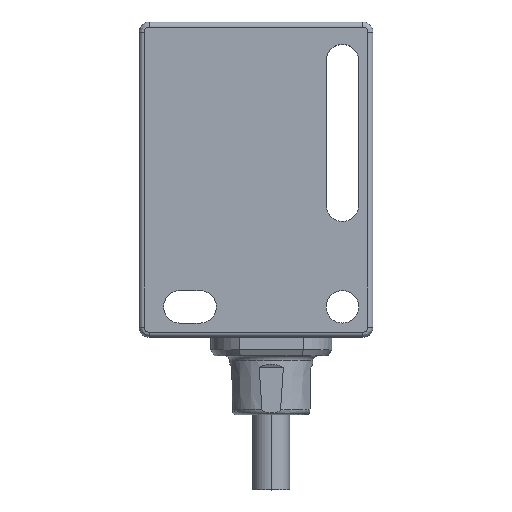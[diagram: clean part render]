
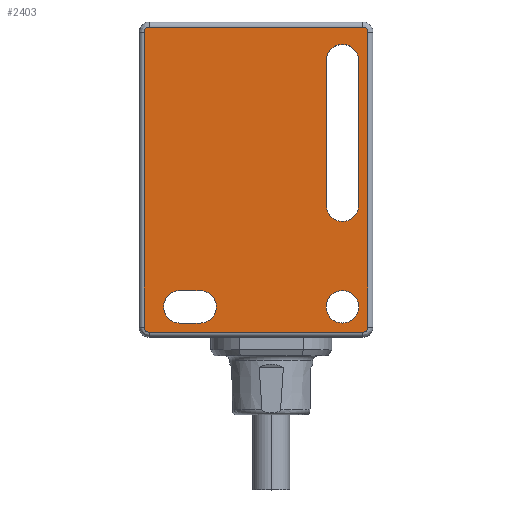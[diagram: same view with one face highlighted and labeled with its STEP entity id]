
A CAD part, top view. The second image highlights one B-rep face of the part: STEP entity #2403.
In plain terms, the highlighted planar face has unit normal (0, 0, 1).
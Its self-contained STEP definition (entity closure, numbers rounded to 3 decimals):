
#432=DIRECTION('',(-1.,0.,0.));
#433=VECTOR('',#432,21.);
#434=CARTESIAN_POINT('',(2.,-2.5,5.5));
#435=LINE('',#434,#433);
#450=CARTESIAN_POINT('',(-19.,-2.,5.5));
#451=DIRECTION('',(0.,0.,-1.));
#452=DIRECTION('',(0.,-1.,0.));
#453=AXIS2_PLACEMENT_3D('',#450,#451,#452);
#464=DIRECTION('',(0.,1.,0.));
#465=VECTOR('',#464,29.);
#466=CARTESIAN_POINT('',(-19.5,-2.,5.5));
#467=LINE('',#466,#465);
#478=CARTESIAN_POINT('',(-19.,27.,5.5));
#479=DIRECTION('',(0.,0.,-1.));
#480=DIRECTION('',(-1.,0.,0.));
#481=AXIS2_PLACEMENT_3D('',#478,#479,#480);
#492=DIRECTION('',(1.,0.,0.));
#493=VECTOR('',#492,21.);
#494=CARTESIAN_POINT('',(-19.,27.5,5.5));
#495=LINE('',#494,#493);
#506=CARTESIAN_POINT('',(2.,27.,5.5));
#507=DIRECTION('',(0.,0.,-1.));
#508=DIRECTION('',(0.,1.,0.));
#509=AXIS2_PLACEMENT_3D('',#506,#507,#508);
#520=DIRECTION('',(0.,-1.,0.));
#521=VECTOR('',#520,29.);
#522=CARTESIAN_POINT('',(2.5,27.,5.5));
#523=LINE('',#522,#521);
#534=CARTESIAN_POINT('',(2.,-2.,5.5));
#535=DIRECTION('',(0.,0.,-1.));
#536=DIRECTION('',(1.,0.,0.));
#537=AXIS2_PLACEMENT_3D('',#534,#535,#536);
#544=CARTESIAN_POINT('',(0.,0.,5.5));
#545=DIRECTION('',(0.,0.,1.));
#546=DIRECTION('',(1.,0.,0.));
#547=AXIS2_PLACEMENT_3D('',#544,#545,#546);
#549=CARTESIAN_POINT('',(0.,0.,5.5));
#550=DIRECTION('',(0.,0.,1.));
#551=DIRECTION('',(-1.,0.,0.));
#552=AXIS2_PLACEMENT_3D('',#549,#550,#551);
#554=CARTESIAN_POINT('',(0.,24.2,5.5));
#555=DIRECTION('',(0.,0.,1.));
#556=DIRECTION('',(1.,0.,0.));
#557=AXIS2_PLACEMENT_3D('',#554,#555,#556);
#559=DIRECTION('',(0.,-1.,0.));
#560=VECTOR('',#559,14.2);
#561=CARTESIAN_POINT('',(-1.6,24.2,5.5));
#562=LINE('',#561,#560);
#563=CARTESIAN_POINT('',(0.,10.,5.5));
#564=DIRECTION('',(0.,0.,1.));
#565=DIRECTION('',(-1.,0.,0.));
#566=AXIS2_PLACEMENT_3D('',#563,#564,#565);
#568=DIRECTION('',(0.,1.,0.));
#569=VECTOR('',#568,14.2);
#570=CARTESIAN_POINT('',(1.6,10.,5.5));
#571=LINE('',#570,#569);
#572=CARTESIAN_POINT('',(-16.,0.,5.5));
#573=DIRECTION('',(0.,0.,1.));
#574=DIRECTION('',(0.,1.,0.));
#575=AXIS2_PLACEMENT_3D('',#572,#573,#574);
#577=DIRECTION('',(1.,0.,0.));
#578=VECTOR('',#577,2.);
#579=CARTESIAN_POINT('',(-16.,-1.6,5.5));
#580=LINE('',#579,#578);
#581=CARTESIAN_POINT('',(-14.,0.,5.5));
#582=DIRECTION('',(0.,0.,1.));
#583=DIRECTION('',(0.,-1.,0.));
#584=AXIS2_PLACEMENT_3D('',#581,#582,#583);
#586=DIRECTION('',(-1.,0.,0.));
#587=VECTOR('',#586,2.);
#588=CARTESIAN_POINT('',(-14.,1.6,5.5));
#589=LINE('',#588,#587);
#1190=CARTESIAN_POINT('',(1.6,0.,5.5));
#1191=CARTESIAN_POINT('',(-1.6,0.,5.5));
#1192=VERTEX_POINT('',#1190);
#1193=VERTEX_POINT('',#1191);
#1194=CARTESIAN_POINT('',(1.6,24.2,5.5));
#1195=CARTESIAN_POINT('',(-1.6,24.2,5.5));
#1196=VERTEX_POINT('',#1194);
#1197=VERTEX_POINT('',#1195);
#1198=CARTESIAN_POINT('',(-1.6,10.,5.5));
#1199=VERTEX_POINT('',#1198);
#1200=CARTESIAN_POINT('',(1.6,10.,5.5));
#1201=VERTEX_POINT('',#1200);
#1210=CARTESIAN_POINT('',(-16.,1.6,5.5));
#1211=CARTESIAN_POINT('',(-16.,-1.6,5.5));
#1212=VERTEX_POINT('',#1210);
#1213=VERTEX_POINT('',#1211);
#1214=CARTESIAN_POINT('',(-14.,-1.6,5.5));
#1215=VERTEX_POINT('',#1214);
#1216=CARTESIAN_POINT('',(-14.,1.6,5.5));
#1217=VERTEX_POINT('',#1216);
#1254=CARTESIAN_POINT('',(2.5,27.,5.5));
#1255=CARTESIAN_POINT('',(2.5,-2.,5.5));
#1256=VERTEX_POINT('',#1254);
#1257=VERTEX_POINT('',#1255);
#1260=CARTESIAN_POINT('',(2.,-2.5,5.5));
#1261=VERTEX_POINT('',#1260);
#1262=CARTESIAN_POINT('',(-19.,-2.5,5.5));
#1263=VERTEX_POINT('',#1262);
#1268=CARTESIAN_POINT('',(-19.5,-2.,5.5));
#1269=VERTEX_POINT('',#1268);
#1272=CARTESIAN_POINT('',(-19.5,27.,5.5));
#1273=VERTEX_POINT('',#1272);
#1276=CARTESIAN_POINT('',(-19.,27.5,5.5));
#1277=VERTEX_POINT('',#1276);
#1280=CARTESIAN_POINT('',(2.,27.5,5.5));
#1281=VERTEX_POINT('',#1280);
#2362=CARTESIAN_POINT('',(-20.,28.,5.5));
#2363=DIRECTION('',(0.,0.,1.));
#2364=DIRECTION('',(1.,0.,0.));
#2365=AXIS2_PLACEMENT_3D('',#2362,#2363,#2364);
#2366=PLANE('',#2365);
#2367=ORIENTED_EDGE('',*,*,#2317,.T.);
#2368=ORIENTED_EDGE('',*,*,#2349,.T.);
#2369=ORIENTED_EDGE('',*,*,#2153,.T.);
#2370=ORIENTED_EDGE('',*,*,#2188,.T.);
#2371=ORIENTED_EDGE('',*,*,#2209,.T.);
#2372=ORIENTED_EDGE('',*,*,#2242,.T.);
#2373=ORIENTED_EDGE('',*,*,#2263,.T.);
#2374=ORIENTED_EDGE('',*,*,#2296,.T.);
#2375=EDGE_LOOP('',(#2367,#2368,#2369,#2370,#2371,#2372,#2373,#2374));
#2376=FACE_OUTER_BOUND('',#2375,.F.);
#2378=ORIENTED_EDGE('',*,*,#2377,.T.);
#2380=ORIENTED_EDGE('',*,*,#2379,.T.);
#2381=EDGE_LOOP('',(#2378,#2380));
#2382=FACE_BOUND('',#2381,.F.);
#2384=ORIENTED_EDGE('',*,*,#2383,.T.);
#2386=ORIENTED_EDGE('',*,*,#2385,.T.);
#2388=ORIENTED_EDGE('',*,*,#2387,.T.);
#2390=ORIENTED_EDGE('',*,*,#2389,.T.);
#2391=EDGE_LOOP('',(#2384,#2386,#2388,#2390));
#2392=FACE_BOUND('',#2391,.F.);
#2394=ORIENTED_EDGE('',*,*,#2393,.T.);
#2396=ORIENTED_EDGE('',*,*,#2395,.T.);
#2398=ORIENTED_EDGE('',*,*,#2397,.T.);
#2400=ORIENTED_EDGE('',*,*,#2399,.T.);
#2401=EDGE_LOOP('',(#2394,#2396,#2398,#2400));
#2402=FACE_BOUND('',#2401,.F.);
#2403=ADVANCED_FACE('',(#2376,#2382,#2392,#2402),#2366,.T.);
#454=CIRCLE('',#453,0.5);
#482=CIRCLE('',#481,0.5);
#510=CIRCLE('',#509,0.5);
#538=CIRCLE('',#537,0.5);
#548=CIRCLE('',#547,1.6);
#553=CIRCLE('',#552,1.6);
#558=CIRCLE('',#557,1.6);
#567=CIRCLE('',#566,1.6);
#576=CIRCLE('',#575,1.6);
#585=CIRCLE('',#584,1.6);
#2153=EDGE_CURVE('',#1261,#1263,#435,.T.);
#2188=EDGE_CURVE('',#1263,#1269,#454,.T.);
#2209=EDGE_CURVE('',#1269,#1273,#467,.T.);
#2242=EDGE_CURVE('',#1273,#1277,#482,.T.);
#2263=EDGE_CURVE('',#1277,#1281,#495,.T.);
#2296=EDGE_CURVE('',#1281,#1256,#510,.T.);
#2317=EDGE_CURVE('',#1256,#1257,#523,.T.);
#2349=EDGE_CURVE('',#1257,#1261,#538,.T.);
#2377=EDGE_CURVE('',#1192,#1193,#548,.T.);
#2379=EDGE_CURVE('',#1193,#1192,#553,.T.);
#2383=EDGE_CURVE('',#1196,#1197,#558,.T.);
#2385=EDGE_CURVE('',#1197,#1199,#562,.T.);
#2387=EDGE_CURVE('',#1199,#1201,#567,.T.);
#2389=EDGE_CURVE('',#1201,#1196,#571,.T.);
#2393=EDGE_CURVE('',#1212,#1213,#576,.T.);
#2395=EDGE_CURVE('',#1213,#1215,#580,.T.);
#2397=EDGE_CURVE('',#1215,#1217,#585,.T.);
#2399=EDGE_CURVE('',#1217,#1212,#589,.T.);
